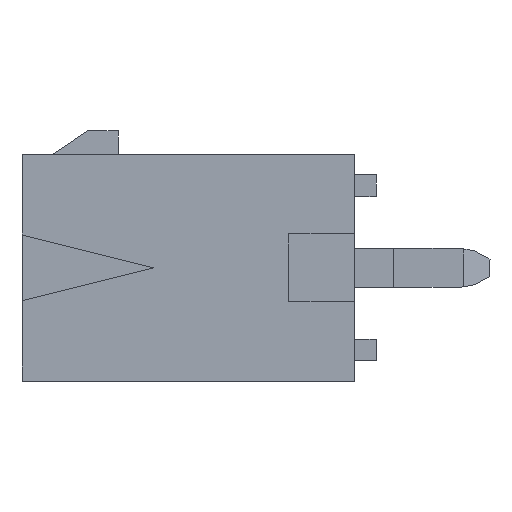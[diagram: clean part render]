
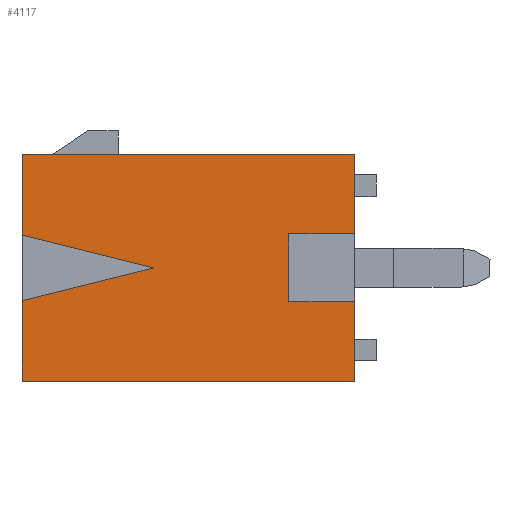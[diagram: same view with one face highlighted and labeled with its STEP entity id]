
A CAD part, left-side view. The second image highlights one B-rep face of the part: STEP entity #4117.
In plain terms, the highlighted planar face has unit normal (-1, 0, 0).
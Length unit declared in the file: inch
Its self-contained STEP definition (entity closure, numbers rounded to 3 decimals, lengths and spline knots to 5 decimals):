
#13 = DIRECTION ( 'NONE',  ( 0., -1., 0. ) ) ;
#46 = CARTESIAN_POINT ( 'NONE',  ( -0.27375, 0.19, -0.0375 ) ) ;
#48 = CARTESIAN_POINT ( 'NONE',  ( -0.27375, -0.115, 0.0388 ) ) ;
#49 = DIRECTION ( 'NONE',  ( 0., 0., -1. ) ) ;
#69 = DIRECTION ( 'NONE',  ( 0., 0., -1. ) ) ;
#70 = VECTOR ( 'NONE', #49, 39.37008 ) ;
#71 = CARTESIAN_POINT ( 'NONE',  ( -0.27375, -0.115, 0.0388 ) ) ;
#72 = LINE ( 'NONE', #71, #70 ) ;
#73 = DIRECTION ( 'NONE',  ( 1., 0., 0. ) ) ;
#74 = CARTESIAN_POINT ( 'NONE',  ( -0.27375, 0.19, -0.1065 ) ) ;
#75 = AXIS2_PLACEMENT_3D ( 'NONE', #74, #73, #69 ) ;
#76 = PLANE ( 'NONE',  #75 ) ;
#78 = FACE_OUTER_BOUND ( 'NONE', #4118, .T. ) ;
#82 = DIRECTION ( 'NONE',  ( 0., -1., 0. ) ) ;
#83 = VECTOR ( 'NONE', #82, 39.37008 ) ;
#84 = CARTESIAN_POINT ( 'NONE',  ( -0.27375, -0.115, -0.0388 ) ) ;
#85 = LINE ( 'NONE', #84, #83 ) ;
#96 = VECTOR ( 'NONE', #13, 39.37008 ) ;
#174 = CARTESIAN_POINT ( 'NONE',  ( -0.27375, 0.19, 0.0375 ) ) ;
#179 = CARTESIAN_POINT ( 'NONE',  ( -0.27375, 0.19, 0.1295 ) ) ;
#214 = DIRECTION ( 'NONE',  ( 0., 0., 1. ) ) ;
#215 = VECTOR ( 'NONE', #214, 39.37008 ) ;
#216 = CARTESIAN_POINT ( 'NONE',  ( -0.27375, 0.19, -0.1065 ) ) ;
#217 = LINE ( 'NONE', #216, #215 ) ;
#220 = CARTESIAN_POINT ( 'NONE',  ( -0.27375, -0.115, -0.0388 ) ) ;
#248 = CARTESIAN_POINT ( 'NONE',  ( -0.27375, 0.04, 0. ) ) ;
#249 = DIRECTION ( 'NONE',  ( 0., 0.97, 0.243 ) ) ;
#250 = VECTOR ( 'NONE', #249, 39.37008 ) ;
#251 = CARTESIAN_POINT ( 'NONE',  ( -0.27375, 0.19, 0.0375 ) ) ;
#252 = LINE ( 'NONE', #251, #250 ) ;
#253 = DIRECTION ( 'NONE',  ( 0., 1., 0. ) ) ;
#254 = VECTOR ( 'NONE', #253, 39.37008 ) ;
#255 = CARTESIAN_POINT ( 'NONE',  ( -0.27375, -0.19, 0.1295 ) ) ;
#256 = LINE ( 'NONE', #255, #254 ) ;
#278 = DIRECTION ( 'NONE',  ( 0., 1., 0. ) ) ;
#279 = VECTOR ( 'NONE', #278, 39.37008 ) ;
#280 = CARTESIAN_POINT ( 'NONE',  ( -0.27375, -0.19, -0.1295 ) ) ;
#281 = LINE ( 'NONE', #280, #279 ) ;
#282 = DIRECTION ( 'NONE',  ( 0., -0.97, 0.243 ) ) ;
#283 = VECTOR ( 'NONE', #282, 39.37008 ) ;
#284 = CARTESIAN_POINT ( 'NONE',  ( -0.27375, 0.04, 0. ) ) ;
#285 = LINE ( 'NONE', #284, #283 ) ;
#287 = DIRECTION ( 'NONE',  ( 0., 0., 1. ) ) ;
#288 = VECTOR ( 'NONE', #287, 39.37008 ) ;
#289 = CARTESIAN_POINT ( 'NONE',  ( -0.27375, 0.19, -0.1065 ) ) ;
#290 = LINE ( 'NONE', #289, #288 ) ;
#296 = CARTESIAN_POINT ( 'NONE',  ( -0.27375, 0.19, -0.1295 ) ) ;
#3113 = CARTESIAN_POINT ( 'NONE',  ( -0.27375, -0.115, 0.0388 ) ) ;
#3114 = LINE ( 'NONE', #3113, #96 ) ;
#3789 = EDGE_CURVE ( 'NONE', #3790, #3814, #6740, .T. ) ;
#3790 = VERTEX_POINT ( 'NONE', #6736 ) ;
#3814 = VERTEX_POINT ( 'NONE', #7079 ) ;
#3823 = VERTEX_POINT ( 'NONE', #7040 ) ;
#3848 = EDGE_CURVE ( 'NONE', #3849, #3823, #7088, .T. ) ;
#3849 = VERTEX_POINT ( 'NONE', #7084 ) ;
#4083 = ORIENTED_EDGE ( 'NONE', *, *, #4084, .T. ) ;
#4084 = EDGE_CURVE ( 'NONE', #4098, #3790, #3114, .T. ) ;
#4097 = EDGE_CURVE ( 'NONE', #4098, #4260, #72, .T. ) ;
#4098 = VERTEX_POINT ( 'NONE', #48 ) ;
#4099 = ORIENTED_EDGE ( 'NONE', *, *, #3789, .T. ) ;
#4102 = VERTEX_POINT ( 'NONE', #46 ) ;
#4117 = ADVANCED_FACE ( 'NONE', ( #78 ), #76, .F. ) ;
#4118 = EDGE_LOOP ( 'NONE', ( #4119, #4083, #4099, #4261, #4263, #4264, #4267, #4269, #4270, #4156, #4157 ) ) ;
#4119 = ORIENTED_EDGE ( 'NONE', *, *, #4097, .F. ) ;
#4156 = ORIENTED_EDGE ( 'NONE', *, *, #3848, .T. ) ;
#4157 = ORIENTED_EDGE ( 'NONE', *, *, #4158, .F. ) ;
#4158 = EDGE_CURVE ( 'NONE', #4260, #3823, #85, .T. ) ;
#4213 = EDGE_CURVE ( 'NONE', #4218, #4223, #217, .T. ) ;
#4218 = VERTEX_POINT ( 'NONE', #174 ) ;
#4223 = VERTEX_POINT ( 'NONE', #179 ) ;
#4229 = VERTEX_POINT ( 'NONE', #296 ) ;
#4231 = EDGE_CURVE ( 'NONE', #4229, #4102, #290, .T. ) ;
#4260 = VERTEX_POINT ( 'NONE', #220 ) ;
#4261 = ORIENTED_EDGE ( 'NONE', *, *, #4262, .T. ) ;
#4262 = EDGE_CURVE ( 'NONE', #3814, #4223, #256, .T. ) ;
#4263 = ORIENTED_EDGE ( 'NONE', *, *, #4213, .F. ) ;
#4264 = ORIENTED_EDGE ( 'NONE', *, *, #4265, .F. ) ;
#4265 = EDGE_CURVE ( 'NONE', #4266, #4218, #252, .T. ) ;
#4266 = VERTEX_POINT ( 'NONE', #248 ) ;
#4267 = ORIENTED_EDGE ( 'NONE', *, *, #4268, .F. ) ;
#4268 = EDGE_CURVE ( 'NONE', #4102, #4266, #285, .T. ) ;
#4269 = ORIENTED_EDGE ( 'NONE', *, *, #4231, .F. ) ;
#4270 = ORIENTED_EDGE ( 'NONE', *, *, #4271, .F. ) ;
#4271 = EDGE_CURVE ( 'NONE', #3849, #4229, #281, .T. ) ;
#6736 = CARTESIAN_POINT ( 'NONE',  ( -0.27375, -0.19, 0.0388 ) ) ;
#6737 = DIRECTION ( 'NONE',  ( 0., 0., 1. ) ) ;
#6738 = VECTOR ( 'NONE', #6737, 39.37008 ) ;
#6739 = CARTESIAN_POINT ( 'NONE',  ( -0.27375, -0.19, -0.1065 ) ) ;
#6740 = LINE ( 'NONE', #6739, #6738 ) ;
#7040 = CARTESIAN_POINT ( 'NONE',  ( -0.27375, -0.19, -0.0388 ) ) ;
#7079 = CARTESIAN_POINT ( 'NONE',  ( -0.27375, -0.19, 0.1295 ) ) ;
#7084 = CARTESIAN_POINT ( 'NONE',  ( -0.27375, -0.19, -0.1295 ) ) ;
#7085 = DIRECTION ( 'NONE',  ( 0., 0., 1. ) ) ;
#7086 = VECTOR ( 'NONE', #7085, 39.37008 ) ;
#7087 = CARTESIAN_POINT ( 'NONE',  ( -0.27375, -0.19, -0.1065 ) ) ;
#7088 = LINE ( 'NONE', #7087, #7086 ) ;
